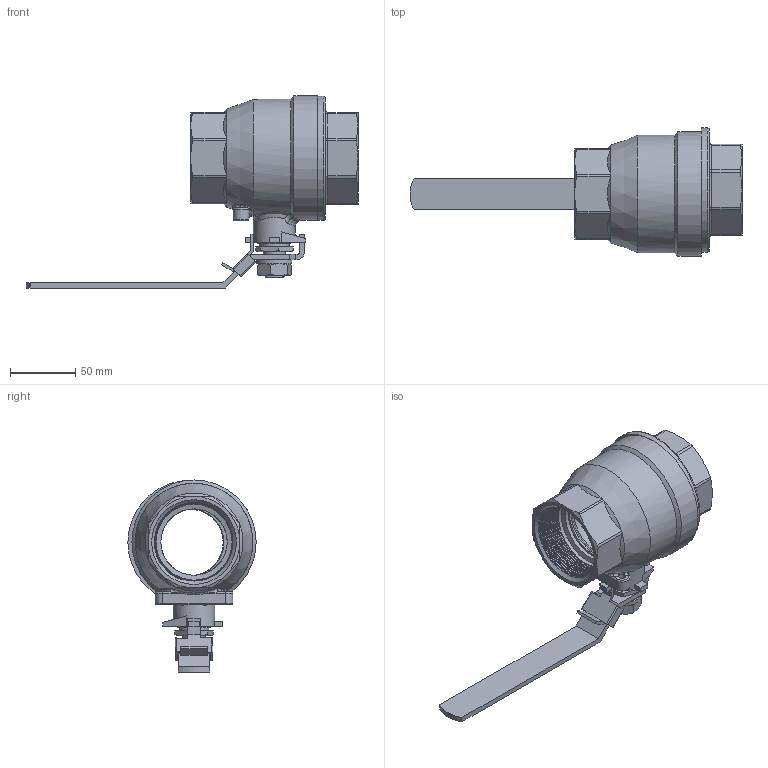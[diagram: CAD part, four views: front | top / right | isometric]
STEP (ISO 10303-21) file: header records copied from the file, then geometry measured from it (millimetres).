
FILE_DESCRIPTION((''),'2;1');
FILE_NAME('VSS200.stp','2013-06-17T09:30:00',('mclevenger'),(''),'Autodesk Inventor 2013','Autodesk Inventor 2013','');
FILE_SCHEMA(('AUTOMOTIVE_DESIGN { 1 0 10303 214 1 1 1 1 }'));
Length unit declared in the file: millimetre
Products named in the file (13): VSS200; PG; GT; BY; ST; CP; BL; HE; GN; NT; SW; TW; SM
Assembly tree (13 placements, depth 2):
  VSS200
    PG
    GT
    BY
    ST  x2
    CP
    BL
    HE
    GN
    NT
    SW
    TW
    SM
Bounding box: 254 x 98.1 x 146.9 mm (x, y, z)
Volume: 402802.3 mm3; surface area: 158672.3 mm2
Topology: 14 solids, 14 shells, 502 faces, 1426 edges, 954 vertices
Faces by surface type: cylinder 150, plane 150, cone 100, bspline 80, torus 20, sphere 2
Full cylindrical faces by diameter (mm): 5.105 x2, 14.684 x1, 17 x3, 17.5 x2, 20 x2, 21.5 x1, 22.5 x1, 22.894 x2, 23.9 x3, 24 x7, 32 x1, 50.8 x5, 68 x2, 78 x1, 82 x11, 85 x9, 85.5 x1, 90.5 x1, 91.5 x1, 95 x2
Entity records: 73898 total; most frequent: CARTESIAN_POINT 63242, ORIENTED_EDGE 2460, DIRECTION 1801, EDGE_CURVE 1230, VERTEX_POINT 898, AXIS2_PLACEMENT_3D 707, EDGE_LOOP 540, FACE_OUTER_BOUND 436
